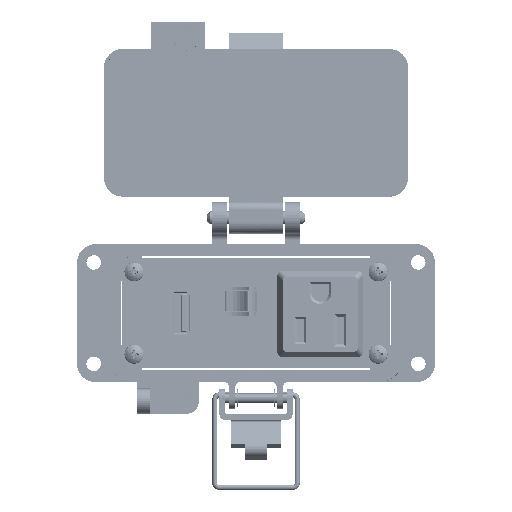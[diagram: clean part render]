
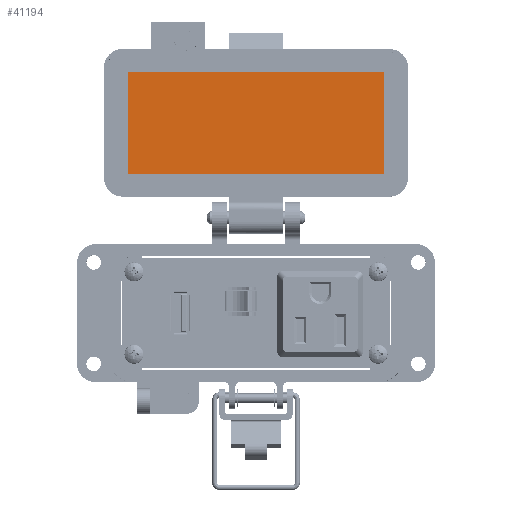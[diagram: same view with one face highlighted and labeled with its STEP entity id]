
A CAD part, top view. The second image highlights one B-rep face of the part: STEP entity #41194.
In plain terms, the highlighted planar face has unit normal (0, 0, 1).
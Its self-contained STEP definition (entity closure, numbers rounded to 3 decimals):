
#437 = DIRECTION ( 'NONE',  ( 0., -1., 0. ) ) ;
#3689 = EDGE_CURVE ( 'NONE', #69071, #16758, #9001, .T. ) ;
#6642 = CARTESIAN_POINT ( 'NONE',  ( -8.5, 67.154, -25.55 ) ) ;
#9001 = LINE ( 'NONE', #42220, #29567 ) ;
#9248 = VERTEX_POINT ( 'NONE', #40634 ) ;
#11811 = EDGE_CURVE ( 'NONE', #59431, #9248, #53767, .T. ) ;
#12490 = CARTESIAN_POINT ( 'NONE',  ( -40.25, 83.154, -25.55 ) ) ;
#14110 = PLANE ( 'NONE',  #49055 ) ;
#14438 = DIRECTION ( 'NONE',  ( 0., -1., 0. ) ) ;
#16758 = VERTEX_POINT ( 'NONE', #57079 ) ;
#21423 = CARTESIAN_POINT ( 'NONE',  ( 40.25, 51.154, -25.55 ) ) ;
#28744 = FACE_OUTER_BOUND ( 'NONE', #87815, .T. ) ;
#29567 = VECTOR ( 'NONE', #91743, 1000. ) ;
#33252 = VECTOR ( 'NONE', #52956, 1000. ) ;
#40234 = EDGE_CURVE ( 'NONE', #9248, #69071, #99148, .T. ) ;
#40634 = CARTESIAN_POINT ( 'NONE',  ( 40.25, 83.154, -25.55 ) ) ;
#41194 = ADVANCED_FACE ( 'NONE', ( #28744 ), #14110, .T. ) ;
#42220 = CARTESIAN_POINT ( 'NONE',  ( 42., 51.154, -25.55 ) ) ;
#45457 = DIRECTION ( 'NONE',  ( 0., 1., 0. ) ) ;
#49055 = AXIS2_PLACEMENT_3D ( 'NONE', #6642, #60683, #14438 ) ;
#52956 = DIRECTION ( 'NONE',  ( 1., 0., 0. ) ) ;
#53767 = LINE ( 'NONE', #68102, #33252 ) ;
#55805 = LINE ( 'NONE', #90961, #73870 ) ;
#57079 = CARTESIAN_POINT ( 'NONE',  ( -40.25, 51.154, -25.55 ) ) ;
#59431 = VERTEX_POINT ( 'NONE', #12490 ) ;
#60683 = DIRECTION ( 'NONE',  ( 0., 0., 1. ) ) ;
#68102 = CARTESIAN_POINT ( 'NONE',  ( -8.5, 83.154, -25.55 ) ) ;
#69071 = VERTEX_POINT ( 'NONE', #21423 ) ;
#71903 = ORIENTED_EDGE ( 'NONE', *, *, #40234, .F. ) ;
#73870 = VECTOR ( 'NONE', #45457, 1000. ) ;
#81572 = EDGE_CURVE ( 'NONE', #16758, #59431, #55805, .T. ) ;
#87815 = EDGE_LOOP ( 'NONE', ( #95912, #87991, #96476, #71903 ) ) ;
#87991 = ORIENTED_EDGE ( 'NONE', *, *, #81572, .F. ) ;
#90961 = CARTESIAN_POINT ( 'NONE',  ( -40.25, 67.154, -25.55 ) ) ;
#91743 = DIRECTION ( 'NONE',  ( -1., 0., 0. ) ) ;
#92965 = CARTESIAN_POINT ( 'NONE',  ( 40.25, 67.154, -25.55 ) ) ;
#95912 = ORIENTED_EDGE ( 'NONE', *, *, #11811, .F. ) ;
#96476 = ORIENTED_EDGE ( 'NONE', *, *, #3689, .F. ) ;
#96747 = VECTOR ( 'NONE', #437, 1000. ) ;
#99148 = LINE ( 'NONE', #92965, #96747 ) ;
